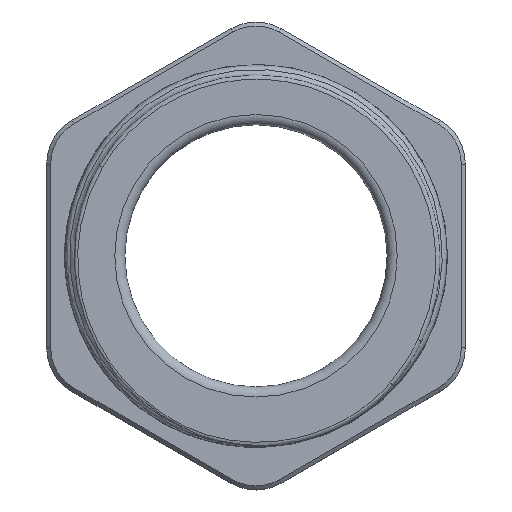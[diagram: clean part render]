
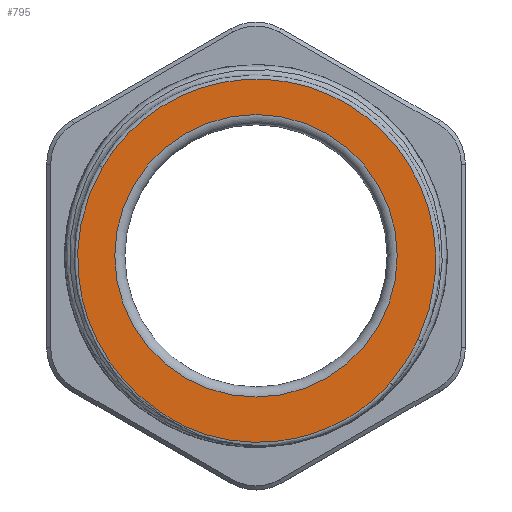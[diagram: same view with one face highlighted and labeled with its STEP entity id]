
A CAD part, top view. The second image highlights one B-rep face of the part: STEP entity #795.
In plain terms, the highlighted planar face has unit normal (0, 0, 1).
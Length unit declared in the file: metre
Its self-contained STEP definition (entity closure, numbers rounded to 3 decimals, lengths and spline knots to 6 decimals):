
#44=B_SPLINE_CURVE_WITH_KNOTS('',3,(#1342,#1343,#1344,#1345),
 .UNSPECIFIED.,.F.,.F.,(4,4),(0.,0.00513),.UNSPECIFIED.);
#45=B_SPLINE_CURVE_WITH_KNOTS('',3,(#1348,#1349,#1350,#1351,#1352,#1353,
#1354,#1355,#1356,#1357,#1358,#1359,#1360,#1361,#1362,#1363),
 .UNSPECIFIED.,.F.,.F.,(4,1,1,1,1,1,1,1,1,1,1,1,1,4),(0.,
0.006825,0.013651,0.017064,0.020476,
0.023889,0.027302,0.030715,0.034127,
0.03754,0.040953,0.044365,0.047778,
0.054604),.UNSPECIFIED.);
#46=B_SPLINE_CURVE_WITH_KNOTS('',3,(#1365,#1366,#1367,#1368,#1369,#1370,
#1371,#1372),.UNSPECIFIED.,.F.,.F.,(4,1,1,1,1,4),(0.,0.007551,
0.011327,0.015102,0.022653,0.030204),
 .UNSPECIFIED.);
#47=B_SPLINE_CURVE_WITH_KNOTS('',3,(#1374,#1375,#1376,#1377,#1378,#1379,
#1380,#1381,#1382),.UNSPECIFIED.,.F.,.F.,(4,1,1,1,1,1,4),(0.,0.002805,
0.005611,0.011221,0.016832,0.019637,
0.022443),.UNSPECIFIED.);
#89=CIRCLE('',#891,0.014);
#181=ORIENTED_EDGE('',*,*,#398,.T.);
#182=ORIENTED_EDGE('',*,*,#399,.T.);
#183=ORIENTED_EDGE('',*,*,#400,.T.);
#184=ORIENTED_EDGE('',*,*,#401,.T.);
#185=ORIENTED_EDGE('',*,*,#402,.T.);
#398=EDGE_CURVE('',#501,#502,#44,.T.);
#399=EDGE_CURVE('',#502,#503,#45,.T.);
#400=EDGE_CURVE('',#503,#504,#46,.T.);
#401=EDGE_CURVE('',#504,#501,#47,.T.);
#402=EDGE_CURVE('',#505,#505,#89,.F.);
#501=VERTEX_POINT('',#1346);
#502=VERTEX_POINT('',#1347);
#503=VERTEX_POINT('',#1364);
#504=VERTEX_POINT('',#1373);
#505=VERTEX_POINT('',#1384);
#652=EDGE_LOOP('',(#181,#182,#183,#184));
#653=EDGE_LOOP('',(#185));
#714=FACE_BOUND('',#652,.T.);
#715=FACE_BOUND('',#653,.T.);
#766=PLANE('',#890);
#795=ADVANCED_FACE('',(#714,#715),#766,.T.);
#890=AXIS2_PLACEMENT_3D('',#1341,#1056,#1057);
#891=AXIS2_PLACEMENT_3D('',#1383,#1058,#1059);
#1056=DIRECTION('',(0.,0.,1.));
#1057=DIRECTION('',(0.,-1.,0.));
#1058=DIRECTION('',(0.,0.,1.));
#1059=DIRECTION('',(0.,-1.,0.));
#1341=CARTESIAN_POINT('',(0.,0.,0.014));
#1342=CARTESIAN_POINT('',(0.013276,-0.012606,0.014));
#1343=CARTESIAN_POINT('',(0.014375,-0.011294,0.014));
#1344=CARTESIAN_POINT('',(0.015317,-0.009851,0.014));
#1345=CARTESIAN_POINT('',(0.016045,-0.008301,0.014));
#1346=CARTESIAN_POINT('',(0.013276,-0.012606,0.014));
#1347=CARTESIAN_POINT('',(0.016045,-0.008301,0.014));
#1348=CARTESIAN_POINT('',(0.016045,-0.008301,0.014));
#1349=CARTESIAN_POINT('',(0.01702,-0.006226,0.014));
#1350=CARTESIAN_POINT('',(0.018194,-0.001752,0.014));
#1351=CARTESIAN_POINT('',(0.017539,0.003982,0.014));
#1352=CARTESIAN_POINT('',(0.015758,0.008197,0.014));
#1353=CARTESIAN_POINT('',(0.013868,0.011033,0.014));
#1354=CARTESIAN_POINT('',(0.011442,0.013483,0.014));
#1355=CARTESIAN_POINT('',(0.008637,0.015398,0.014));
#1356=CARTESIAN_POINT('',(0.005468,0.016765,0.014));
#1357=CARTESIAN_POINT('',(0.002143,0.017488,0.014));
#1358=CARTESIAN_POINT('',(-0.001293,0.017565,0.014));
#1359=CARTESIAN_POINT('',(-0.00467,0.016979,0.014));
#1360=CARTESIAN_POINT('',(-0.007858,0.015765,0.014));
#1361=CARTESIAN_POINT('',(-0.011754,0.013342,0.014));
#1362=CARTESIAN_POINT('',(-0.014054,0.010746,0.014));
#1363=CARTESIAN_POINT('',(-0.015217,0.008769,0.014));
#1364=CARTESIAN_POINT('',(-0.015217,0.008769,0.014));
#1365=CARTESIAN_POINT('',(-0.015217,0.008769,0.014));
#1366=CARTESIAN_POINT('',(-0.016503,0.006579,0.014));
#1367=CARTESIAN_POINT('',(-0.017704,0.002924,0.014));
#1368=CARTESIAN_POINT('',(-0.017708,-0.002144,0.014));
#1369=CARTESIAN_POINT('',(-0.016674,-0.007071,0.014));
#1370=CARTESIAN_POINT('',(-0.013478,-0.01267,0.014));
#1371=CARTESIAN_POINT('',(-0.009341,-0.015768,0.014));
#1372=CARTESIAN_POINT('',(-0.007065,-0.01689,0.014));
#1373=CARTESIAN_POINT('',(-0.007065,-0.01689,0.014));
#1374=CARTESIAN_POINT('',(-0.007065,-0.01689,0.014));
#1375=CARTESIAN_POINT('',(-0.006226,-0.017303,0.014));
#1376=CARTESIAN_POINT('',(-0.004461,-0.01794,0.014));
#1377=CARTESIAN_POINT('',(-0.000801,-0.018632,0.014));
#1378=CARTESIAN_POINT('',(0.003882,-0.018386,0.014));
#1379=CARTESIAN_POINT('',(0.008273,-0.016712,0.014));
#1380=CARTESIAN_POINT('',(0.011315,-0.014623,0.014));
#1381=CARTESIAN_POINT('',(0.012675,-0.013324,0.014));
#1382=CARTESIAN_POINT('',(0.013276,-0.012606,0.014));
#1383=CARTESIAN_POINT('',(0.,0.,0.014));
#1384=CARTESIAN_POINT('',(0.,-0.014,0.014));
